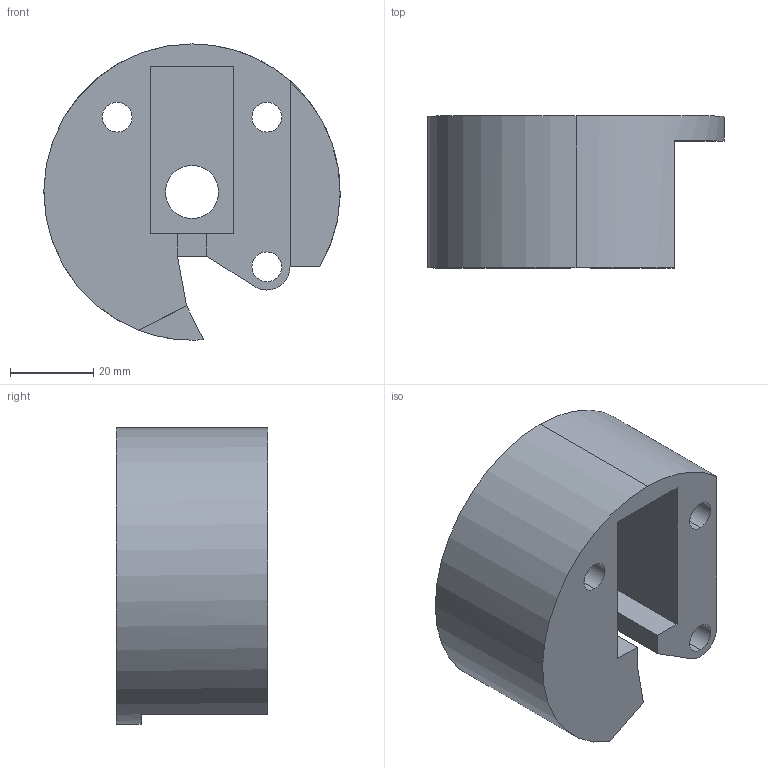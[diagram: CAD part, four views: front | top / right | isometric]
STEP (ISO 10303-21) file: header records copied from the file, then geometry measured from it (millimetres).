
FILE_DESCRIPTION (( 'STEP AP214' ), '1' );
FILE_NAME ('dumbahhsled.STEP', '2025-11-21T22:24:15', ( '' ), ( '' ), 'SwSTEP 2.0', 'SolidWorks 2025', '' );
FILE_SCHEMA (( 'AUTOMOTIVE_DESIGN' ));
Length unit declared in the file: inch
Products named in the file (1): dumbahhsled
Bounding box: 71.12 x 36.45 x 71.12 mm (x, y, z)
Volume: 73110.6 mm3; surface area: 25463.3 mm2
Topology: 1 solids, 1 shells, 63 faces, 159 edges, 104 vertices
Faces by surface type: plane 32, cylinder 31
Entity records: 1956 total; most frequent: DIRECTION 351, CARTESIAN_POINT 327, ORIENTED_EDGE 318, EDGE_CURVE 159, AXIS2_PLACEMENT_3D 128, VERTEX_POINT 104, LINE 95, VECTOR 95
